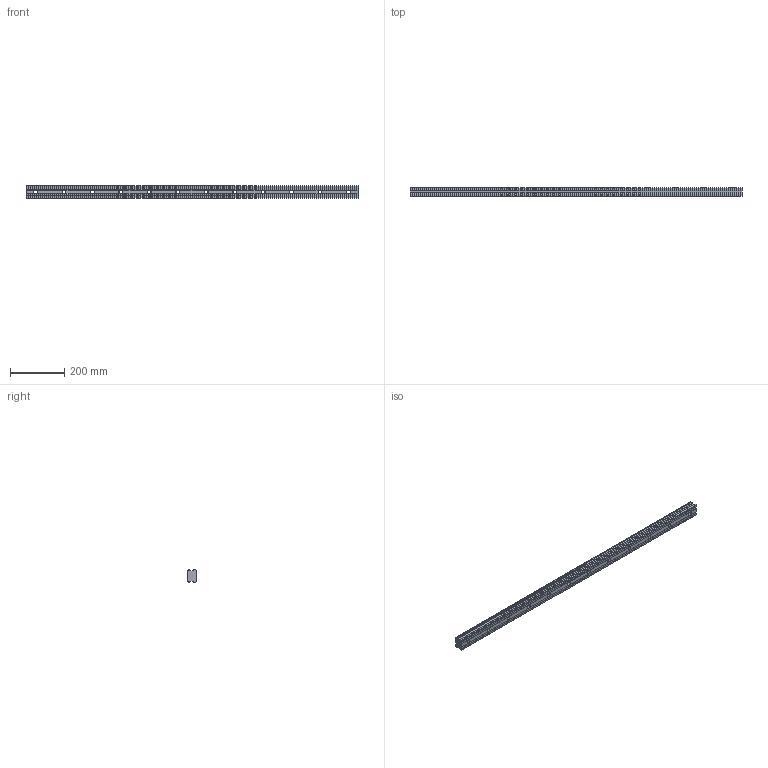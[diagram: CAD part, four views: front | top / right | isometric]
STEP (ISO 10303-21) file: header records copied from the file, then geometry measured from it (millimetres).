
FILE_DESCRIPTION (( 'STEP AP214' ), '1' );
FILE_NAME ('SHS45C1SS-1225L_G35_0_B-PT18_542-5_0_0_0_1.STEP', '2021-06-23T12:17:29', ( '' ), ( '' ), 'SwSTEP 2.0', 'SolidWorks 2021', '' );
FILE_SCHEMA (( 'AUTOMOTIVE_DESIGN' ));
Length unit declared in the file: millimetre
Products named in the file (2): _SHS45C122535 Track; SHS45C1SS-1225L_G35_0_B-PT18_542-5_0_0_0_1
Assembly tree (1 placements, depth 2):
  SHS45C1SS-1225L_G35_0_B-PT18_542-5_0_0_0_1
    _SHS45C122535 Track
Bounding box: 1225 x 32 x 45 mm (x, y, z)
Volume: 1527303.3 mm3; surface area: 210313.9 mm2
Topology: 1 solids, 1 shells, 116 faces, 294 edges, 180 vertices
Faces by surface type: cylinder 68, plane 48
Entity records: 3604 total; most frequent: DIRECTION 670, CARTESIAN_POINT 594, ORIENTED_EDGE 588, EDGE_CURVE 294, AXIS2_PLACEMENT_3D 256, VERTEX_POINT 180, VECTOR 158, LINE 158
